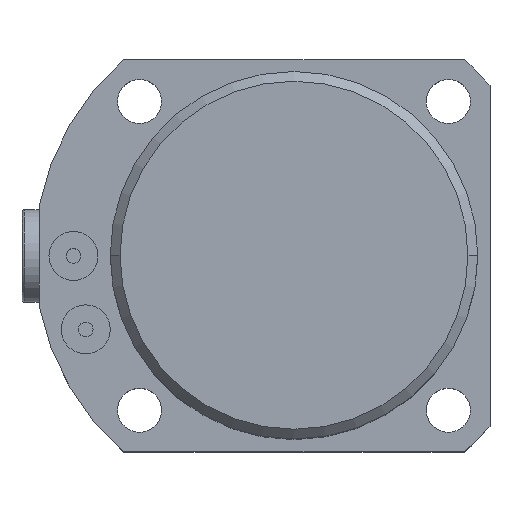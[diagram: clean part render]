
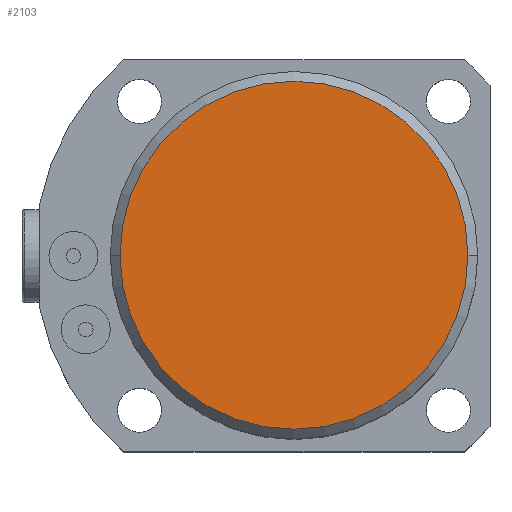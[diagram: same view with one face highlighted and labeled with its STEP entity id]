
A CAD part, top view. The second image highlights one B-rep face of the part: STEP entity #2103.
In plain terms, the highlighted planar face has unit normal (0, 0, 1).
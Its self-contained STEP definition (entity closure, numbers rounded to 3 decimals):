
#61 = EDGE_CURVE ( 'NONE', #2034, #1964, #1172, .T. ) ;
#229 = EDGE_CURVE ( 'NONE', #1964, #2034, #1007, .T. ) ;
#314 = AXIS2_PLACEMENT_3D ( 'NONE', #2668, #2661, #2658 ) ;
#331 = AXIS2_PLACEMENT_3D ( 'NONE', #3415, #3410, #3409 ) ;
#431 = AXIS2_PLACEMENT_3D ( 'NONE', #3836, #3816, #3795 ) ;
#828 = FACE_OUTER_BOUND ( 'NONE', #1921, .T. ) ;
#1007 = CIRCLE ( 'NONE', #431, 35.5 ) ;
#1172 = CIRCLE ( 'NONE', #314, 35.5 ) ;
#1296 = ORIENTED_EDGE ( 'NONE', *, *, #61, .T. ) ;
#1762 = ORIENTED_EDGE ( 'NONE', *, *, #229, .T. ) ;
#1921 = EDGE_LOOP ( 'NONE', ( #1762, #1296 ) ) ;
#1964 = VERTEX_POINT ( 'NONE', #3664 ) ;
#2034 = VERTEX_POINT ( 'NONE', #3584 ) ;
#2103 = ADVANCED_FACE ( 'NONE', ( #828 ), #3413, .T. ) ;
#2658 = DIRECTION ( 'NONE',  ( 1., 0., 0. ) ) ;
#2661 = DIRECTION ( 'NONE',  ( 0., 0., 1. ) ) ;
#2668 = CARTESIAN_POINT ( 'NONE',  ( 0., 0., 107. ) ) ;
#3409 = DIRECTION ( 'NONE',  ( 1., 0., 0. ) ) ;
#3410 = DIRECTION ( 'NONE',  ( 0., 0., 1. ) ) ;
#3413 = PLANE ( 'NONE',  #331 ) ;
#3415 = CARTESIAN_POINT ( 'NONE',  ( 0., 0., 107. ) ) ;
#3584 = CARTESIAN_POINT ( 'NONE',  ( 35.5, 0., 107. ) ) ;
#3664 = CARTESIAN_POINT ( 'NONE',  ( -35.5, 0., 107. ) ) ;
#3795 = DIRECTION ( 'NONE',  ( 1., 0., 0. ) ) ;
#3816 = DIRECTION ( 'NONE',  ( 0., 0., 1. ) ) ;
#3836 = CARTESIAN_POINT ( 'NONE',  ( 0., 0., 107. ) ) ;
